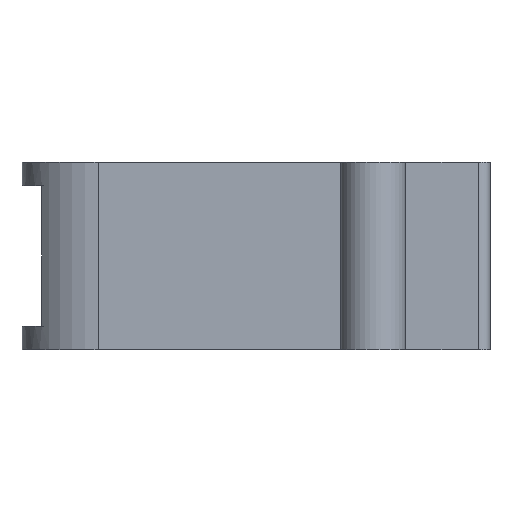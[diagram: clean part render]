
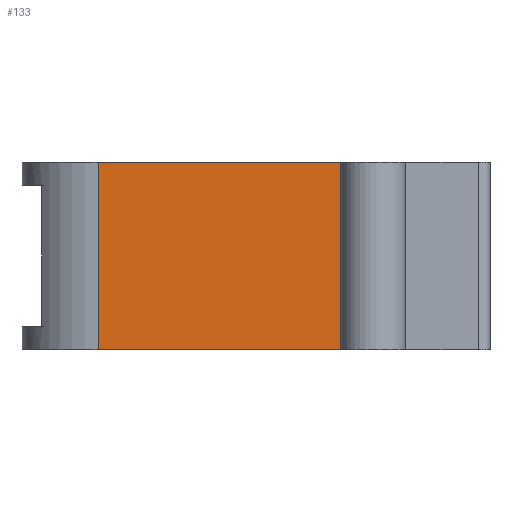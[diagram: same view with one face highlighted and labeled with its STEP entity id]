
A CAD part, left-side view. The second image highlights one B-rep face of the part: STEP entity #133.
In plain terms, the highlighted planar face has unit normal (-1, 0, 0).
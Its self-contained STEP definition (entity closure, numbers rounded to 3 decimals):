
#133 = ADVANCED_FACE( '', ( #308 ), #309, .F. );
#308 = FACE_OUTER_BOUND( '', #523, .T. );
#309 = PLANE( '', #524 );
#523 = EDGE_LOOP( '', ( #845, #846, #847, #848 ) );
#524 = AXIS2_PLACEMENT_3D( '', #849, #850, #851 );
#845 = ORIENTED_EDGE( '', *, *, #1409, .T. );
#846 = ORIENTED_EDGE( '', *, *, #1410, .F. );
#847 = ORIENTED_EDGE( '', *, *, #1411, .F. );
#848 = ORIENTED_EDGE( '', *, *, #1412, .T. );
#849 = CARTESIAN_POINT( '', ( -19., 6., 8. ) );
#850 = DIRECTION( '', ( 1., 0., 0. ) );
#851 = DIRECTION( '', ( 0., 0., -1. ) );
#1409 = EDGE_CURVE( '', #1739, #1740, #1741, .T. );
#1410 = EDGE_CURVE( '', #1742, #1740, #1743, .T. );
#1411 = EDGE_CURVE( '', #1744, #1742, #1745, .T. );
#1412 = EDGE_CURVE( '', #1744, #1739, #1746, .T. );
#1739 = VERTEX_POINT( '', #2267 );
#1740 = VERTEX_POINT( '', #2268 );
#1741 = LINE( '', #2269, #2270 );
#1742 = VERTEX_POINT( '', #2271 );
#1743 = LINE( '', #2272, #2273 );
#1744 = VERTEX_POINT( '', #2274 );
#1745 = LINE( '', #2275, #2276 );
#1746 = LINE( '', #2277, #2278 );
#2267 = CARTESIAN_POINT( '', ( -19., 6., -8. ) );
#2268 = CARTESIAN_POINT( '', ( -19., -15.653, -8. ) );
#2269 = CARTESIAN_POINT( '', ( -19., 6., -8. ) );
#2270 = VECTOR( '', #2675, 1000. );
#2271 = CARTESIAN_POINT( '', ( -19., -15.653, 8. ) );
#2272 = CARTESIAN_POINT( '', ( -19., -15.653, 8. ) );
#2273 = VECTOR( '', #2676, 1000. );
#2274 = CARTESIAN_POINT( '', ( -19., 6., 8. ) );
#2275 = CARTESIAN_POINT( '', ( -19., 6., 8. ) );
#2276 = VECTOR( '', #2677, 1000. );
#2277 = CARTESIAN_POINT( '', ( -19., 6., 8. ) );
#2278 = VECTOR( '', #2678, 1000. );
#2675 = DIRECTION( '', ( 0., -1., 0. ) );
#2676 = DIRECTION( '', ( 0., 0., -1. ) );
#2677 = DIRECTION( '', ( 0., -1., 0. ) );
#2678 = DIRECTION( '', ( 0., 0., -1. ) );
